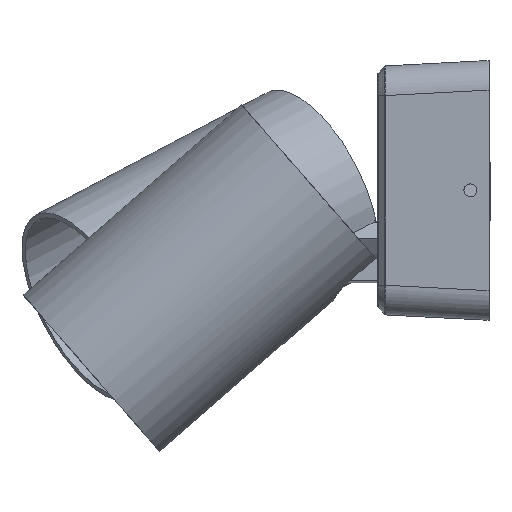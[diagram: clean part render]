
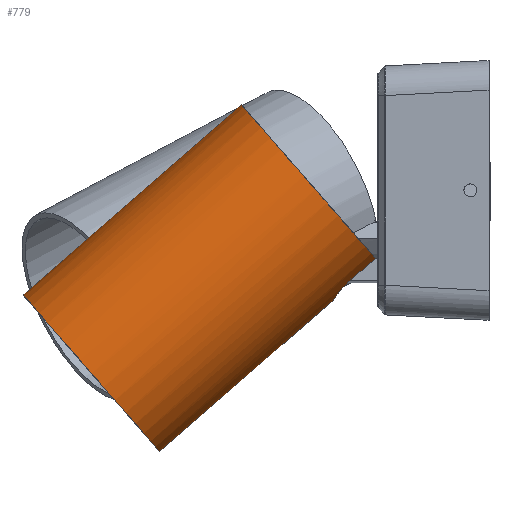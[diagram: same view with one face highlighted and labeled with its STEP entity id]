
A CAD part, left-side view. The second image highlights one B-rep face of the part: STEP entity #779.
In plain terms, the highlighted cylindrical face has radius 28 mm (diameter 56 mm), a full revolution.
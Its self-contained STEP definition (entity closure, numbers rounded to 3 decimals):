
#238=CYLINDRICAL_SURFACE('',#4163,28.);
#305=FACE_BOUND('',#1328,.T.);
#306=FACE_BOUND('',#1329,.T.);
#532=B_SPLINE_CURVE_WITH_KNOTS('',3,(#7695,#7696,#7697,#7698,#7699,#7700,
#7701,#7702,#7703,#7704),.UNSPECIFIED.,.F.,.F.,(4,2,2,2,4),(0.,0.25,0.5,
0.75,1.),.UNSPECIFIED.);
#598=CIRCLE('',#4161,28.);
#599=CIRCLE('',#4162,28.);
#779=ADVANCED_FACE('',(#305,#306),#238,.T.);
#1328=EDGE_LOOP('',(#2006));
#1329=EDGE_LOOP('',(#2007,#2008,#2009,#2010));
#2006=ORIENTED_EDGE('',*,*,#3211,.F.);
#2007=ORIENTED_EDGE('',*,*,#3212,.T.);
#2008=ORIENTED_EDGE('',*,*,#3213,.T.);
#2009=ORIENTED_EDGE('',*,*,#3214,.T.);
#2010=ORIENTED_EDGE('',*,*,#3215,.T.);
#2752=VERTEX_POINT('',#7694);
#2753=VERTEX_POINT('',#7705);
#2754=VERTEX_POINT('',#7706);
#2755=VERTEX_POINT('',#7708);
#2756=VERTEX_POINT('',#7710);
#3211=EDGE_CURVE('',#2752,#2752,#598,.T.);
#3212=EDGE_CURVE('',#2753,#2754,#532,.T.);
#3213=EDGE_CURVE('',#2754,#2755,#3550,.T.);
#3214=EDGE_CURVE('',#2755,#2756,#599,.T.);
#3215=EDGE_CURVE('',#2756,#2753,#3551,.T.);
#3550=LINE('',#7707,#3807);
#3551=LINE('',#7711,#3808);
#3807=VECTOR('',#4714,1.);
#3808=VECTOR('',#4717,1.);
#4161=AXIS2_PLACEMENT_3D('',#7693,#4712,#4713);
#4162=AXIS2_PLACEMENT_3D('',#7709,#4715,#4716);
#4163=AXIS2_PLACEMENT_3D('',#7712,#4718,#4719);
#4712=DIRECTION('',(0.,0.,1.));
#4713=DIRECTION('',(1.,0.,0.));
#4714=DIRECTION('',(0.,0.,-1.));
#4715=DIRECTION('',(0.,0.,1.));
#4716=DIRECTION('',(1.,0.,0.));
#4717=DIRECTION('',(0.,0.,1.));
#4718=DIRECTION('',(0.,0.,-1.));
#4719=DIRECTION('',(1.,0.,0.));
#7693=CARTESIAN_POINT('',(0.,0.,78.));
#7694=CARTESIAN_POINT('',(28.,0.,78.));
#7695=CARTESIAN_POINT('',(26.977,-7.5,8.5));
#7696=CARTESIAN_POINT('',(26.977,-7.5,10.491));
#7697=CARTESIAN_POINT('',(27.228,-6.68,12.427));
#7698=CARTESIAN_POINT('',(27.759,-3.927,15.18));
#7699=CARTESIAN_POINT('',(28.,-1.973,15.998));
#7700=CARTESIAN_POINT('',(28.,1.959,16.002));
#7701=CARTESIAN_POINT('',(27.761,3.913,15.192));
#7702=CARTESIAN_POINT('',(27.226,6.689,12.418));
#7703=CARTESIAN_POINT('',(26.977,7.5,10.491));
#7704=CARTESIAN_POINT('',(26.977,7.5,8.5));
#7705=CARTESIAN_POINT('',(26.977,-7.5,8.5));
#7706=CARTESIAN_POINT('',(26.977,7.5,8.5));
#7707=CARTESIAN_POINT('',(26.977,7.5,78.));
#7708=CARTESIAN_POINT('',(26.977,7.5,0.));
#7709=CARTESIAN_POINT('',(0.,0.,0.));
#7710=CARTESIAN_POINT('',(26.977,-7.5,0.));
#7711=CARTESIAN_POINT('',(26.977,-7.5,78.));
#7712=CARTESIAN_POINT('',(0.,0.,78.));
